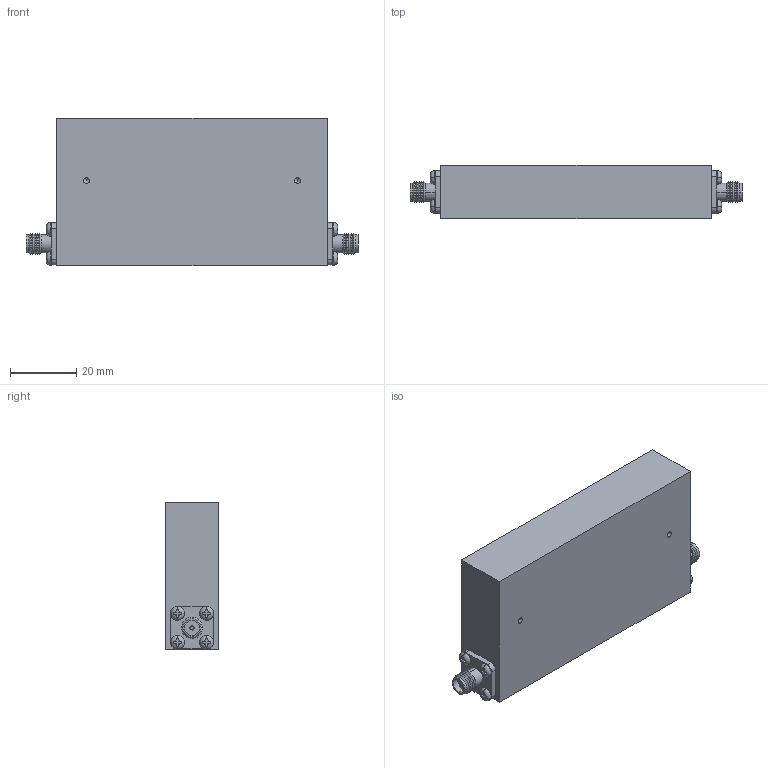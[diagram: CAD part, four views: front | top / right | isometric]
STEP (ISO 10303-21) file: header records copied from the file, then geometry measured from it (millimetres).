
FILE_DESCRIPTION (( 'STEP AP203' ), '1' );
FILE_NAME ('SFI0208.STEP', '2020-09-24T05:49:14', ( '' ), ( '' ), 'SwSTEP 2.0', 'SolidWorks 2018', '' );
FILE_SCHEMA (( 'CONFIG_CONTROL_DESIGN' ));
Length unit declared in the file: inch
Products named in the file (1): SFI0208
Bounding box: 99.92 x 16 x 44.45 mm (x, y, z)
Volume: 58738.5 mm3; surface area: 12780.7 mm2
Topology: 3 solids, 3 shells, 604 faces, 1584 edges, 1024 vertices
Faces by surface type: plane 338, bspline 142, cylinder 60, cone 48, torus 16
Entity records: 26079 total; most frequent: CARTESIAN_POINT 12187, ORIENTED_EDGE 3152, DIRECTION 2326, EDGE_CURVE 1576, VERTEX_POINT 1024, VECTOR 960, LINE 960, AXIS2_PLACEMENT_3D 683
